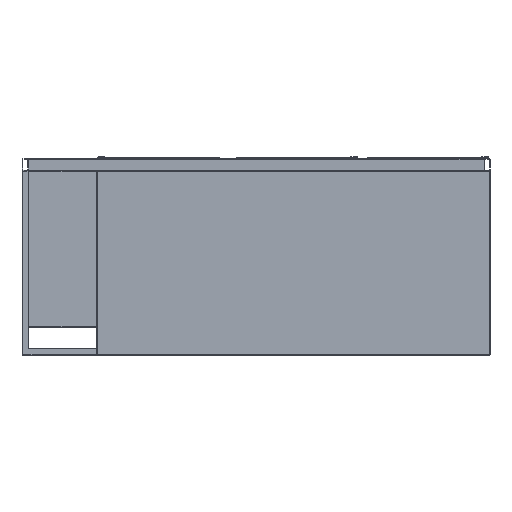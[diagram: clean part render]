
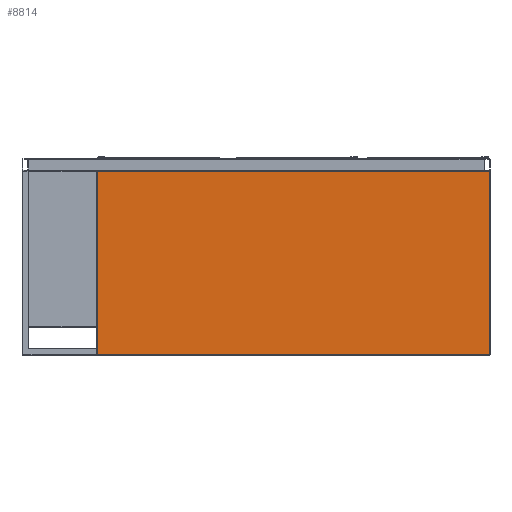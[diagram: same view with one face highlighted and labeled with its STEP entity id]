
A CAD part, front view. The second image highlights one B-rep face of the part: STEP entity #8814.
In plain terms, the highlighted planar face has unit normal (0, -1, 0).
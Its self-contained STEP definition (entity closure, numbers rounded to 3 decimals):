
#653 = DIRECTION ( 'NONE',  ( 0., -1., 0. ) ) ;
#2855 = LINE ( 'NONE', #13905, #21870 ) ;
#3274 = CARTESIAN_POINT ( 'NONE',  ( -660., -380., -660. ) ) ;
#3547 = VECTOR ( 'NONE', #18506, 1000. ) ;
#3648 = DIRECTION ( 'NONE',  ( 0., 0., -1. ) ) ;
#3768 = LINE ( 'NONE', #15708, #3547 ) ;
#5166 = LINE ( 'NONE', #26292, #24345 ) ;
#8057 = DIRECTION ( 'NONE',  ( 1., 0., 0. ) ) ;
#8435 = CARTESIAN_POINT ( 'NONE',  ( -660., -380., -658. ) ) ;
#8814 = ADVANCED_FACE ( 'Fl�che8', ( #28877 ), #14869, .T. ) ;
#11400 = EDGE_LOOP ( 'NONE', ( #16005, #25379, #24572, #28733 ) ) ;
#13905 = CARTESIAN_POINT ( 'NONE',  ( -658., -380., -660. ) ) ;
#14380 = AXIS2_PLACEMENT_3D ( 'NONE', #3274, #653, #3648 ) ;
#14869 = PLANE ( 'NONE',  #14380 ) ;
#15708 = CARTESIAN_POINT ( 'NONE',  ( 658., -380., -660. ) ) ;
#16005 = ORIENTED_EDGE ( 'NONE', *, *, #23276, .T. ) ;
#16078 = CARTESIAN_POINT ( 'NONE',  ( -658., -380., -658. ) ) ;
#16708 = DIRECTION ( 'NONE',  ( 0., 0., -1. ) ) ;
#17125 = VERTEX_POINT ( 'NONE', #21084 ) ;
#18506 = DIRECTION ( 'NONE',  ( 0., 0., 1. ) ) ;
#20115 = EDGE_CURVE ( 'NONE', #23526, #33065, #2855, .T. ) ;
#21084 = CARTESIAN_POINT ( 'NONE',  ( 658., -380., -42. ) ) ;
#21853 = EDGE_CURVE ( 'NONE', #33065, #32851, #22081, .T. ) ;
#21870 = VECTOR ( 'NONE', #16708, 1000. ) ;
#22081 = LINE ( 'NONE', #8435, #28457 ) ;
#23276 = EDGE_CURVE ( 'NONE', #17125, #23526, #5166, .T. ) ;
#23526 = VERTEX_POINT ( 'NONE', #36142 ) ;
#24309 = EDGE_CURVE ( 'NONE', #32851, #17125, #3768, .T. ) ;
#24345 = VECTOR ( 'NONE', #25735, 1000. ) ;
#24572 = ORIENTED_EDGE ( 'NONE', *, *, #21853, .T. ) ;
#25379 = ORIENTED_EDGE ( 'NONE', *, *, #20115, .T. ) ;
#25735 = DIRECTION ( 'NONE',  ( -1., 0., 0. ) ) ;
#26292 = CARTESIAN_POINT ( 'NONE',  ( -660., -380., -42. ) ) ;
#28457 = VECTOR ( 'NONE', #8057, 1000. ) ;
#28733 = ORIENTED_EDGE ( 'NONE', *, *, #24309, .T. ) ;
#28877 = FACE_OUTER_BOUND ( 'NONE', #11400, .T. ) ;
#29713 = CARTESIAN_POINT ( 'NONE',  ( 658., -380., -658. ) ) ;
#32851 = VERTEX_POINT ( 'NONE', #29713 ) ;
#33065 = VERTEX_POINT ( 'NONE', #16078 ) ;
#36142 = CARTESIAN_POINT ( 'NONE',  ( -658., -380., -42. ) ) ;
